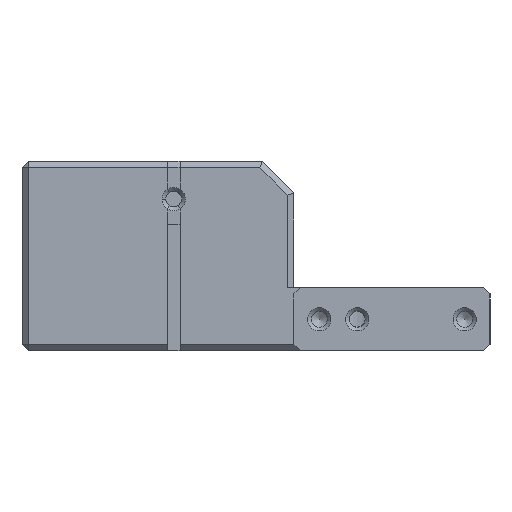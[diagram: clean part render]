
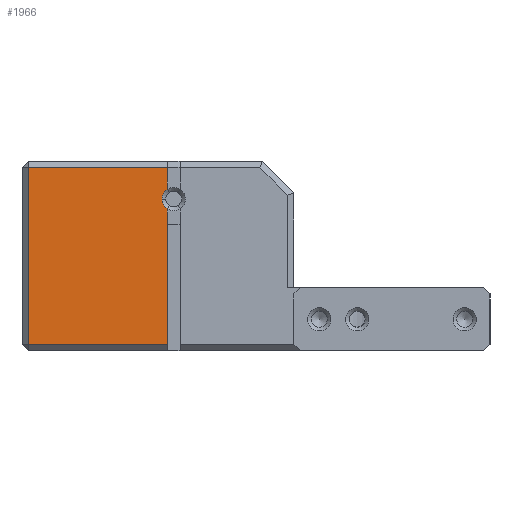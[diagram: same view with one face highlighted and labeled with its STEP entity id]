
A CAD part, left-side view. The second image highlights one B-rep face of the part: STEP entity #1966.
In plain terms, the highlighted planar face has unit normal (-1, 0, 0).
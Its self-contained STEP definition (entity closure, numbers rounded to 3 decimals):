
#44 = PLANE('',#45);
#45 = AXIS2_PLACEMENT_3D('',#46,#47,#48);
#46 = CARTESIAN_POINT('',(-27.5,-4.,30.));
#47 = DIRECTION('',(-1.,0.,0.));
#48 = DIRECTION('',(0.,-1.,0.));
#105 = PLANE('',#106);
#106 = AXIS2_PLACEMENT_3D('',#107,#108,#109);
#107 = CARTESIAN_POINT('',(-27.5,-4.,30.));
#108 = DIRECTION('',(-1.,0.,0.));
#109 = DIRECTION('',(0.,-1.,0.));
#365 = EDGE_CURVE('',#366,#368,#370,.T.);
#366 = VERTEX_POINT('',#367);
#367 = CARTESIAN_POINT('',(-27.5,-4.,25.556));
#368 = VERTEX_POINT('',#369);
#369 = CARTESIAN_POINT('',(-27.5,-4.,29.));
#370 = SURFACE_CURVE('',#371,(#375,#382),.PCURVE_S1.);
#371 = LINE('',#372,#373);
#372 = CARTESIAN_POINT('',(-27.5,-4.,0.));
#373 = VECTOR('',#374,1.);
#374 = DIRECTION('',(0.,0.,1.));
#375 = PCURVE('',#44,#376);
#376 = DEFINITIONAL_REPRESENTATION('',(#377),#381);
#377 = LINE('',#378,#379);
#378 = CARTESIAN_POINT('',(0.,-30.));
#379 = VECTOR('',#380,1.);
#380 = DIRECTION('',(0.,1.));
#381 = ( GEOMETRIC_REPRESENTATION_CONTEXT(2) 
PARAMETRIC_REPRESENTATION_CONTEXT() REPRESENTATION_CONTEXT('2D SPACE',''
  ) );
#382 = PCURVE('',#383,#388);
#383 = PLANE('',#384);
#384 = AXIS2_PLACEMENT_3D('',#385,#386,#387);
#385 = CARTESIAN_POINT('',(-27.5,-4.,0.));
#386 = DIRECTION('',(-1.,0.,0.));
#387 = DIRECTION('',(0.,1.,0.));
#388 = DEFINITIONAL_REPRESENTATION('',(#389),#393);
#389 = LINE('',#390,#391);
#390 = CARTESIAN_POINT('',(0.,0.));
#391 = VECTOR('',#392,1.);
#392 = DIRECTION('',(0.,-1.));
#393 = ( GEOMETRIC_REPRESENTATION_CONTEXT(2) 
PARAMETRIC_REPRESENTATION_CONTEXT() REPRESENTATION_CONTEXT('2D SPACE',''
  ) );
#616 = VERTEX_POINT('',#617);
#617 = CARTESIAN_POINT('',(-27.5,-4.,22.444));
#643 = EDGE_CURVE('',#644,#616,#646,.T.);
#644 = VERTEX_POINT('',#645);
#645 = CARTESIAN_POINT('',(-27.5,-4.,20.));
#646 = SURFACE_CURVE('',#647,(#651,#658),.PCURVE_S1.);
#647 = LINE('',#648,#649);
#648 = CARTESIAN_POINT('',(-27.5,-4.,0.));
#649 = VECTOR('',#650,1.);
#650 = DIRECTION('',(0.,0.,1.));
#651 = PCURVE('',#105,#652);
#652 = DEFINITIONAL_REPRESENTATION('',(#653),#657);
#653 = LINE('',#654,#655);
#654 = CARTESIAN_POINT('',(0.,-30.));
#655 = VECTOR('',#656,1.);
#656 = DIRECTION('',(0.,1.));
#657 = ( GEOMETRIC_REPRESENTATION_CONTEXT(2) 
PARAMETRIC_REPRESENTATION_CONTEXT() REPRESENTATION_CONTEXT('2D SPACE',''
  ) );
#658 = PCURVE('',#383,#659);
#659 = DEFINITIONAL_REPRESENTATION('',(#660),#664);
#660 = LINE('',#661,#662);
#661 = CARTESIAN_POINT('',(0.,0.));
#662 = VECTOR('',#663,1.);
#663 = DIRECTION('',(0.,-1.));
#664 = ( GEOMETRIC_REPRESENTATION_CONTEXT(2) 
PARAMETRIC_REPRESENTATION_CONTEXT() REPRESENTATION_CONTEXT('2D SPACE',''
  ) );
#1966 = ADVANCED_FACE('',(#1967),#383,.T.);
#1967 = FACE_BOUND('',#1968,.T.);
#1968 = EDGE_LOOP('',(#1969,#1970,#1998,#2026,#2054,#2080,#2081,#2114));
#1969 = ORIENTED_EDGE('',*,*,#365,.T.);
#1970 = ORIENTED_EDGE('',*,*,#1971,.T.);
#1971 = EDGE_CURVE('',#368,#1972,#1974,.T.);
#1972 = VERTEX_POINT('',#1973);
#1973 = CARTESIAN_POINT('',(-27.5,18.,29.));
#1974 = SURFACE_CURVE('',#1975,(#1979,#1986),.PCURVE_S1.);
#1975 = LINE('',#1976,#1977);
#1976 = CARTESIAN_POINT('',(-27.5,-4.,29.));
#1977 = VECTOR('',#1978,1.);
#1978 = DIRECTION('',(0.,1.,0.));
#1979 = PCURVE('',#383,#1980);
#1980 = DEFINITIONAL_REPRESENTATION('',(#1981),#1985);
#1981 = LINE('',#1982,#1983);
#1982 = CARTESIAN_POINT('',(0.,-29.));
#1983 = VECTOR('',#1984,1.);
#1984 = DIRECTION('',(1.,0.));
#1985 = ( GEOMETRIC_REPRESENTATION_CONTEXT(2) 
PARAMETRIC_REPRESENTATION_CONTEXT() REPRESENTATION_CONTEXT('2D SPACE',''
  ) );
#1986 = PCURVE('',#1987,#1992);
#1987 = PLANE('',#1988);
#1988 = AXIS2_PLACEMENT_3D('',#1989,#1990,#1991);
#1989 = CARTESIAN_POINT('',(-27.,-4.,29.5));
#1990 = DIRECTION('',(0.707,0.,-0.707
    ));
#1991 = DIRECTION('',(0.,-1.,0.));
#1992 = DEFINITIONAL_REPRESENTATION('',(#1993),#1997);
#1993 = LINE('',#1994,#1995);
#1994 = CARTESIAN_POINT('',(0.,0.707));
#1995 = VECTOR('',#1996,1.);
#1996 = DIRECTION('',(-1.,0.));
#1997 = ( GEOMETRIC_REPRESENTATION_CONTEXT(2) 
PARAMETRIC_REPRESENTATION_CONTEXT() REPRESENTATION_CONTEXT('2D SPACE',''
  ) );
#1998 = ORIENTED_EDGE('',*,*,#1999,.F.);
#1999 = EDGE_CURVE('',#2000,#1972,#2002,.T.);
#2000 = VERTEX_POINT('',#2001);
#2001 = CARTESIAN_POINT('',(-27.5,18.,1.));
#2002 = SURFACE_CURVE('',#2003,(#2007,#2014),.PCURVE_S1.);
#2003 = LINE('',#2004,#2005);
#2004 = CARTESIAN_POINT('',(-27.5,18.,0.));
#2005 = VECTOR('',#2006,1.);
#2006 = DIRECTION('',(0.,0.,1.));
#2007 = PCURVE('',#383,#2008);
#2008 = DEFINITIONAL_REPRESENTATION('',(#2009),#2013);
#2009 = LINE('',#2010,#2011);
#2010 = CARTESIAN_POINT('',(22.,0.));
#2011 = VECTOR('',#2012,1.);
#2012 = DIRECTION('',(0.,-1.));
#2013 = ( GEOMETRIC_REPRESENTATION_CONTEXT(2) 
PARAMETRIC_REPRESENTATION_CONTEXT() REPRESENTATION_CONTEXT('2D SPACE',''
  ) );
#2014 = PCURVE('',#2015,#2020);
#2015 = PLANE('',#2016);
#2016 = AXIS2_PLACEMENT_3D('',#2017,#2018,#2019);
#2017 = CARTESIAN_POINT('',(-27.,18.5,0.));
#2018 = DIRECTION('',(-0.707,0.707,0.));
#2019 = DIRECTION('',(0.,0.,1.));
#2020 = DEFINITIONAL_REPRESENTATION('',(#2021),#2025);
#2021 = LINE('',#2022,#2023);
#2022 = CARTESIAN_POINT('',(0.,-0.707));
#2023 = VECTOR('',#2024,1.);
#2024 = DIRECTION('',(1.,0.));
#2025 = ( GEOMETRIC_REPRESENTATION_CONTEXT(2) 
PARAMETRIC_REPRESENTATION_CONTEXT() REPRESENTATION_CONTEXT('2D SPACE',''
  ) );
#2026 = ORIENTED_EDGE('',*,*,#2027,.F.);
#2027 = EDGE_CURVE('',#2028,#2000,#2030,.T.);
#2028 = VERTEX_POINT('',#2029);
#2029 = CARTESIAN_POINT('',(-27.5,-4.,1.));
#2030 = SURFACE_CURVE('',#2031,(#2035,#2042),.PCURVE_S1.);
#2031 = LINE('',#2032,#2033);
#2032 = CARTESIAN_POINT('',(-27.5,-4.,1.));
#2033 = VECTOR('',#2034,1.);
#2034 = DIRECTION('',(0.,1.,0.));
#2035 = PCURVE('',#383,#2036);
#2036 = DEFINITIONAL_REPRESENTATION('',(#2037),#2041);
#2037 = LINE('',#2038,#2039);
#2038 = CARTESIAN_POINT('',(0.,-1.));
#2039 = VECTOR('',#2040,1.);
#2040 = DIRECTION('',(1.,0.));
#2041 = ( GEOMETRIC_REPRESENTATION_CONTEXT(2) 
PARAMETRIC_REPRESENTATION_CONTEXT() REPRESENTATION_CONTEXT('2D SPACE',''
  ) );
#2042 = PCURVE('',#2043,#2048);
#2043 = PLANE('',#2044);
#2044 = AXIS2_PLACEMENT_3D('',#2045,#2046,#2047);
#2045 = CARTESIAN_POINT('',(-27.,-4.,0.5));
#2046 = DIRECTION('',(-0.707,0.,-0.707));
#2047 = DIRECTION('',(0.,1.,0.));
#2048 = DEFINITIONAL_REPRESENTATION('',(#2049),#2053);
#2049 = LINE('',#2050,#2051);
#2050 = CARTESIAN_POINT('',(0.,-0.707));
#2051 = VECTOR('',#2052,1.);
#2052 = DIRECTION('',(1.,0.));
#2053 = ( GEOMETRIC_REPRESENTATION_CONTEXT(2) 
PARAMETRIC_REPRESENTATION_CONTEXT() REPRESENTATION_CONTEXT('2D SPACE',''
  ) );
#2054 = ORIENTED_EDGE('',*,*,#2055,.T.);
#2055 = EDGE_CURVE('',#2028,#644,#2056,.T.);
#2056 = SURFACE_CURVE('',#2057,(#2061,#2068),.PCURVE_S1.);
#2057 = LINE('',#2058,#2059);
#2058 = CARTESIAN_POINT('',(-27.5,-4.,0.));
#2059 = VECTOR('',#2060,1.);
#2060 = DIRECTION('',(0.,0.,1.));
#2061 = PCURVE('',#383,#2062);
#2062 = DEFINITIONAL_REPRESENTATION('',(#2063),#2067);
#2063 = LINE('',#2064,#2065);
#2064 = CARTESIAN_POINT('',(0.,0.));
#2065 = VECTOR('',#2066,1.);
#2066 = DIRECTION('',(0.,-1.));
#2067 = ( GEOMETRIC_REPRESENTATION_CONTEXT(2) 
PARAMETRIC_REPRESENTATION_CONTEXT() REPRESENTATION_CONTEXT('2D SPACE',''
  ) );
#2068 = PCURVE('',#2069,#2074);
#2069 = PLANE('',#2070);
#2070 = AXIS2_PLACEMENT_3D('',#2071,#2072,#2073);
#2071 = CARTESIAN_POINT('',(-27.5,-4.,0.));
#2072 = DIRECTION('',(0.,-1.,0.));
#2073 = DIRECTION('',(-1.,0.,0.));
#2074 = DEFINITIONAL_REPRESENTATION('',(#2075),#2079);
#2075 = LINE('',#2076,#2077);
#2076 = CARTESIAN_POINT('',(0.,-0.));
#2077 = VECTOR('',#2078,1.);
#2078 = DIRECTION('',(0.,-1.));
#2079 = ( GEOMETRIC_REPRESENTATION_CONTEXT(2) 
PARAMETRIC_REPRESENTATION_CONTEXT() REPRESENTATION_CONTEXT('2D SPACE',''
  ) );
#2080 = ORIENTED_EDGE('',*,*,#643,.T.);
#2081 = ORIENTED_EDGE('',*,*,#2082,.T.);
#2082 = EDGE_CURVE('',#616,#2083,#2085,.T.);
#2083 = VERTEX_POINT('',#2084);
#2084 = CARTESIAN_POINT('',(-27.5,-3.15,24.));
#2085 = SURFACE_CURVE('',#2086,(#2091,#2102),.PCURVE_S1.);
#2086 = CIRCLE('',#2087,1.85);
#2087 = AXIS2_PLACEMENT_3D('',#2088,#2089,#2090);
#2088 = CARTESIAN_POINT('',(-27.5,-5.,24.));
#2089 = DIRECTION('',(1.,0.,0.));
#2090 = DIRECTION('',(0.,0.8,-0.6));
#2091 = PCURVE('',#383,#2092);
#2092 = DEFINITIONAL_REPRESENTATION('',(#2093),#2101);
#2093 = ( BOUNDED_CURVE() B_SPLINE_CURVE(2,(#2094,#2095,#2096,#2097,
#2098,#2099,#2100),.UNSPECIFIED.,.T.,.F.) B_SPLINE_CURVE_WITH_KNOTS((1,2
    ,2,2,2,1),(-2.094,0.,2.094,4.189,
6.283,8.378),.UNSPECIFIED.) CURVE() 
GEOMETRIC_REPRESENTATION_ITEM() RATIONAL_B_SPLINE_CURVE((1.,0.5,1.,0.5,
1.,0.5,1.)) REPRESENTATION_ITEM('') );
#2094 = CARTESIAN_POINT('',(0.48,-22.89));
#2095 = CARTESIAN_POINT('',(2.403,-25.453));
#2096 = CARTESIAN_POINT('',(-0.779,-25.837));
#2097 = CARTESIAN_POINT('',(-3.96,-26.22));
#2098 = CARTESIAN_POINT('',(-2.701,-23.273));
#2099 = CARTESIAN_POINT('',(-1.443,-20.327));
#2100 = CARTESIAN_POINT('',(0.48,-22.89));
#2101 = ( GEOMETRIC_REPRESENTATION_CONTEXT(2) 
PARAMETRIC_REPRESENTATION_CONTEXT() REPRESENTATION_CONTEXT('2D SPACE',''
  ) );
#2102 = PCURVE('',#2103,#2108);
#2103 = CONICAL_SURFACE('',#2104,1.25,0.785);
#2104 = AXIS2_PLACEMENT_3D('',#2105,#2106,#2107);
#2105 = CARTESIAN_POINT('',(-26.9,-5.,24.));
#2106 = DIRECTION('',(-1.,0.,0.));
#2107 = DIRECTION('',(0.,0.8,-0.6));
#2108 = DEFINITIONAL_REPRESENTATION('',(#2109),#2113);
#2109 = LINE('',#2110,#2111);
#2110 = CARTESIAN_POINT('',(0.,0.6));
#2111 = VECTOR('',#2112,1.);
#2112 = DIRECTION('',(-1.,-0.));
#2113 = ( GEOMETRIC_REPRESENTATION_CONTEXT(2) 
PARAMETRIC_REPRESENTATION_CONTEXT() REPRESENTATION_CONTEXT('2D SPACE',''
  ) );
#2114 = ORIENTED_EDGE('',*,*,#2115,.T.);
#2115 = EDGE_CURVE('',#2083,#366,#2116,.T.);
#2116 = SURFACE_CURVE('',#2117,(#2122,#2133),.PCURVE_S1.);
#2117 = CIRCLE('',#2118,1.85);
#2118 = AXIS2_PLACEMENT_3D('',#2119,#2120,#2121);
#2119 = CARTESIAN_POINT('',(-27.5,-5.,24.));
#2120 = DIRECTION('',(1.,0.,0.));
#2121 = DIRECTION('',(0.,1.,0.));
#2122 = PCURVE('',#383,#2123);
#2123 = DEFINITIONAL_REPRESENTATION('',(#2124),#2132);
#2124 = ( BOUNDED_CURVE() B_SPLINE_CURVE(2,(#2125,#2126,#2127,#2128,
#2129,#2130,#2131),.UNSPECIFIED.,.T.,.F.) B_SPLINE_CURVE_WITH_KNOTS((1,2
    ,2,2,2,1),(-2.094,0.,2.094,4.189,
6.283,8.378),.UNSPECIFIED.) CURVE() 
GEOMETRIC_REPRESENTATION_ITEM() RATIONAL_B_SPLINE_CURVE((1.,0.5,1.,0.5,
1.,0.5,1.)) REPRESENTATION_ITEM('') );
#2125 = CARTESIAN_POINT('',(0.85,-24.));
#2126 = CARTESIAN_POINT('',(0.85,-27.204));
#2127 = CARTESIAN_POINT('',(-1.925,-25.602));
#2128 = CARTESIAN_POINT('',(-4.7,-24.));
#2129 = CARTESIAN_POINT('',(-1.925,-22.398));
#2130 = CARTESIAN_POINT('',(0.85,-20.796));
#2131 = CARTESIAN_POINT('',(0.85,-24.));
#2132 = ( GEOMETRIC_REPRESENTATION_CONTEXT(2) 
PARAMETRIC_REPRESENTATION_CONTEXT() REPRESENTATION_CONTEXT('2D SPACE',''
  ) );
#2133 = PCURVE('',#2134,#2139);
#2134 = CONICAL_SURFACE('',#2135,1.25,0.785);
#2135 = AXIS2_PLACEMENT_3D('',#2136,#2137,#2138);
#2136 = CARTESIAN_POINT('',(-26.9,-5.,24.));
#2137 = DIRECTION('',(-1.,0.,0.));
#2138 = DIRECTION('',(0.,1.,0.));
#2139 = DEFINITIONAL_REPRESENTATION('',(#2140),#2144);
#2140 = LINE('',#2141,#2142);
#2141 = CARTESIAN_POINT('',(0.,0.6));
#2142 = VECTOR('',#2143,1.);
#2143 = DIRECTION('',(-1.,-0.));
#2144 = ( GEOMETRIC_REPRESENTATION_CONTEXT(2) 
PARAMETRIC_REPRESENTATION_CONTEXT() REPRESENTATION_CONTEXT('2D SPACE',''
  ) );
